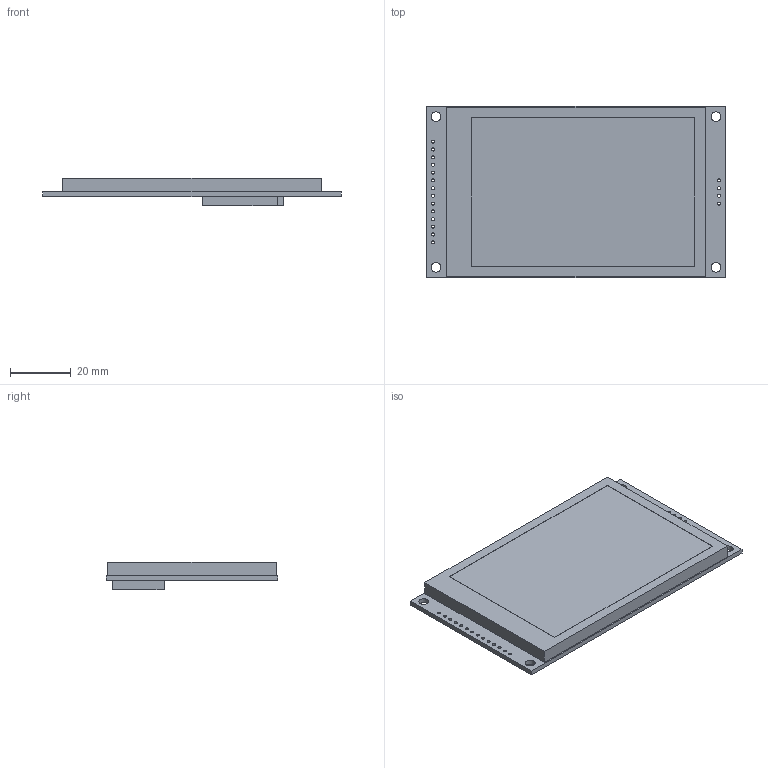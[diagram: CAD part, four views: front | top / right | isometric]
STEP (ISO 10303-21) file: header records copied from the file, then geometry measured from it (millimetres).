
FILE_DESCRIPTION(('FreeCAD Model'),'2;1');
FILE_NAME('Open CASCADE Shape Model','2024-04-05T09:25:47',(''),(''), 'Open CASCADE STEP processor 7.6','FreeCAD','Unknown');
FILE_SCHEMA(('AUTOMOTIVE_DESIGN { 1 0 10303 214 1 1 1 1 }'));
Length unit declared in the file: millimetre
Products named in the file (1): Body
Bounding box: 98 x 56.34 x 9 mm (x, y, z)
Volume: 30470.3 mm3; surface area: 13117.5 mm2
Topology: 1 solids, 1 shells, 46 faces, 123 edges, 82 vertices
Faces by surface type: plane 24, cylinder 22
Full cylindrical faces by diameter (mm): 1 x18, 3.2 x4
Entity records: 1561 total; most frequent: DIRECTION 261, CARTESIAN_POINT 252, ORIENTED_EDGE 246, EDGE_CURVE 123, FACE_BOUND 93, EDGE_LOOP 93, AXIS2_PLACEMENT_3D 91, VERTEX_POINT 82
